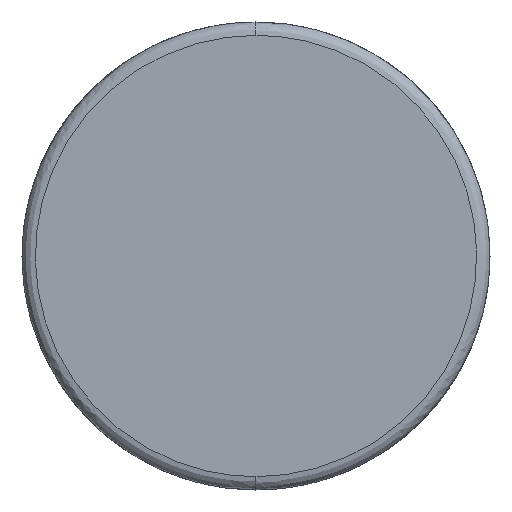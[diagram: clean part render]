
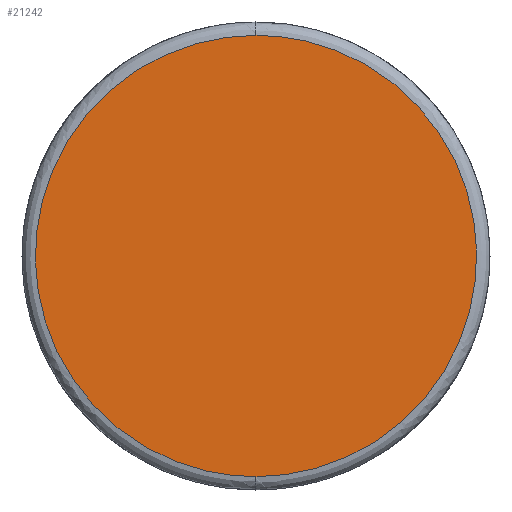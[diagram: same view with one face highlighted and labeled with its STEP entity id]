
A CAD part, front view. The second image highlights one B-rep face of the part: STEP entity #21242.
In plain terms, the highlighted free-form (B-spline) face has degree [1, 1] with [2, 2] control points.
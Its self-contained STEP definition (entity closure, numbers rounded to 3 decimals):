
#396 = EDGE_CURVE('',#397,#399,#401,.T.);
#397 = VERTEX_POINT('',#398);
#398 = CARTESIAN_POINT('',(0.,0.,-30.785));
#399 = VERTEX_POINT('',#400);
#400 = CARTESIAN_POINT('',(0.,0.,30.785));
#401 = ( BOUNDED_CURVE() B_SPLINE_CURVE(2,(#402,#403,#404,#405,#406),
.UNSPECIFIED.,.F.,.F.) B_SPLINE_CURVE_WITH_KNOTS((3,2,3),(3.142,
4.712,6.283),.PIECEWISE_BEZIER_KNOTS.) CURVE() 
GEOMETRIC_REPRESENTATION_ITEM() RATIONAL_B_SPLINE_CURVE((1.,
0.707,1.,0.707,1.)) REPRESENTATION_ITEM('') );
#402 = CARTESIAN_POINT('',(0.,0.,-30.785));
#403 = CARTESIAN_POINT('',(30.785,0.,-30.785));
#404 = CARTESIAN_POINT('',(30.785,0.,0.));
#405 = CARTESIAN_POINT('',(30.785,0.,30.785));
#406 = CARTESIAN_POINT('',(0.,0.,30.785));
#21242 = ADVANCED_FACE('',(#21243),#21254,.F.);
#21243 = FACE_BOUND('',#21244,.T.);
#21244 = EDGE_LOOP('',(#21245,#21253));
#21245 = ORIENTED_EDGE('',*,*,#21246,.T.);
#21246 = EDGE_CURVE('',#399,#397,#21247,.T.);
#21247 = ( BOUNDED_CURVE() B_SPLINE_CURVE(2,(#21248,#21249,#21250,#21251
,#21252),.UNSPECIFIED.,.F.,.F.) B_SPLINE_CURVE_WITH_KNOTS((3,2,3),(0.,
1.571,3.142),.PIECEWISE_BEZIER_KNOTS.) CURVE() 
GEOMETRIC_REPRESENTATION_ITEM() RATIONAL_B_SPLINE_CURVE((1.,
0.707,1.,0.707,1.)) REPRESENTATION_ITEM('') );
#21248 = CARTESIAN_POINT('',(0.,0.,30.785));
#21249 = CARTESIAN_POINT('',(-30.785,0.,30.785));
#21250 = CARTESIAN_POINT('',(-30.785,0.,0.));
#21251 = CARTESIAN_POINT('',(-30.785,0.,-30.785));
#21252 = CARTESIAN_POINT('',(0.,0.,-30.785));
#21253 = ORIENTED_EDGE('',*,*,#396,.T.);
#21254 = B_SPLINE_SURFACE_WITH_KNOTS('',1,1,(
    (#21255,#21256)
    ,(#21257,#21258
    )),.UNSPECIFIED.,.F.,.F.,.F.,(2,2),(2,2),(-33.,33.),(-33.,33.),
  .PIECEWISE_BEZIER_KNOTS.);
#21255 = CARTESIAN_POINT('',(-30.785,0.,-30.785));
#21256 = CARTESIAN_POINT('',(30.785,0.,-30.785));
#21257 = CARTESIAN_POINT('',(-30.785,0.,30.785));
#21258 = CARTESIAN_POINT('',(30.785,0.,30.785));
